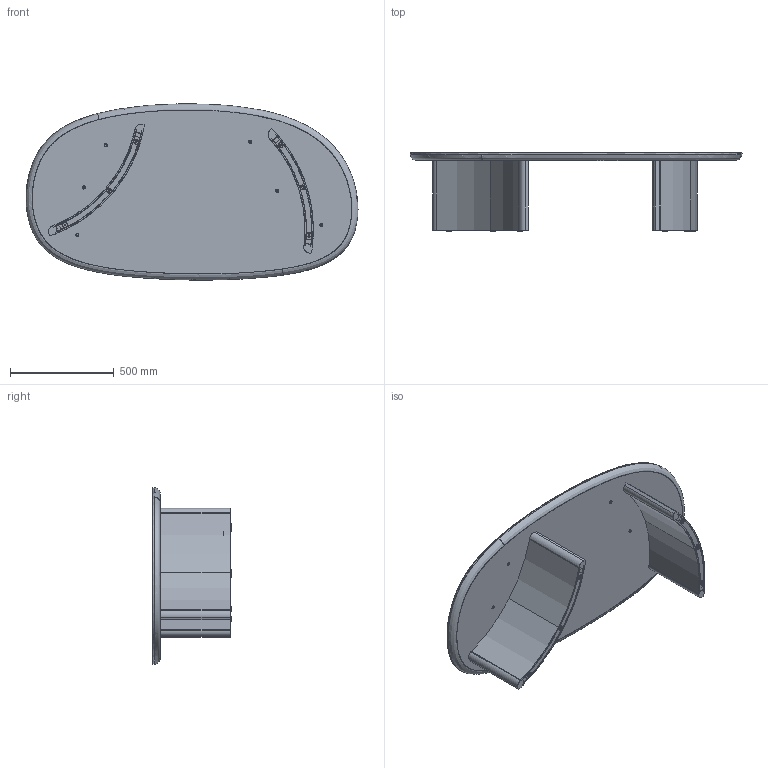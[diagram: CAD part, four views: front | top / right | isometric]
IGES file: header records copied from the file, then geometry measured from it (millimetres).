
Start section: SolidWorks IGES file using analytic representation for surfaces
Global section: file name: Dew Coffee table L1600 B850 H375.IGS; native system: SolidWorks 2022; preprocessor: SolidWorks 2022; author: diederickp; date: 240202.165333; units: millimetre
Bounding box: 1599.8 x 380 x 849.93 mm (x, y, z)
Surface area: 4375377.2 mm2 (no closed solid volume)
Topology: 0 solids, 0 shells, 188 faces, 6795 edges, 6795 vertices
Faces by surface type: bspline 100, revolution 88
